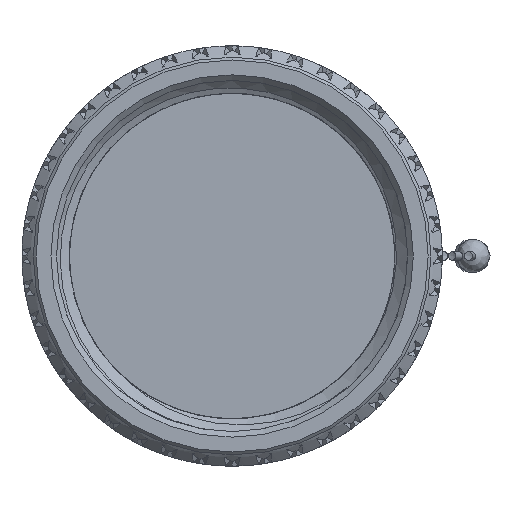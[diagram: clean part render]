
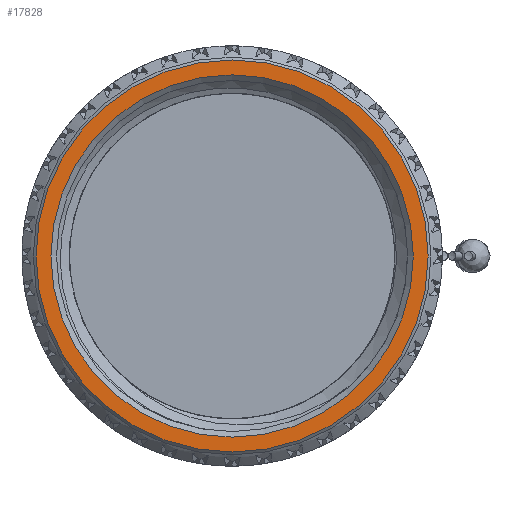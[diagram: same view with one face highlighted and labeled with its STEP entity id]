
A CAD part, left-side view. The second image highlights one B-rep face of the part: STEP entity #17828.
In plain terms, the highlighted planar face has unit normal (-1, 0, 0).
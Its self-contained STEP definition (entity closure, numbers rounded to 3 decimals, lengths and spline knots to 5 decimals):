
#2085 = AXIS2_PLACEMENT_3D ( 'NONE', #2142, #23466, #28357 ) ;
#2142 = CARTESIAN_POINT ( 'NONE',  ( -0.13093, 0., 0. ) ) ;
#7653 = VERTEX_POINT ( 'NONE', #32349 ) ;
#10416 = DIRECTION ( 'NONE',  ( 0., 0., 1. ) ) ;
#11547 = CARTESIAN_POINT ( 'NONE',  ( -0.13093, 0., 0. ) ) ;
#16636 = ORIENTED_EDGE ( 'NONE', *, *, #47954, .T. ) ;
#16655 = DIRECTION ( 'NONE',  ( 0., 0., 1. ) ) ;
#17828 = ADVANCED_FACE ( 'NONE', ( #33662, #52729 ), #62277, .T. ) ;
#19605 = DIRECTION ( 'NONE',  ( 1., 0., 0. ) ) ;
#22059 = AXIS2_PLACEMENT_3D ( 'NONE', #53937, #19605, #10416 ) ;
#23466 = DIRECTION ( 'NONE',  ( -1., 0., 0. ) ) ;
#25614 = CIRCLE ( 'NONE', #22059, 0.3225 ) ;
#25663 = EDGE_CURVE ( 'NONE', #27493, #27493, #43266, .T. ) ;
#27493 = VERTEX_POINT ( 'NONE', #62164 ) ;
#28233 = EDGE_LOOP ( 'NONE', ( #16636 ) ) ;
#28357 = DIRECTION ( 'NONE',  ( 0., 0., 1. ) ) ;
#31838 = DIRECTION ( 'NONE',  ( -1., 0., 0. ) ) ;
#32349 = CARTESIAN_POINT ( 'NONE',  ( -0.13093, 0., 0.3225 ) ) ;
#33662 = FACE_BOUND ( 'NONE', #28233, .T. ) ;
#37212 = ORIENTED_EDGE ( 'NONE', *, *, #25663, .T. ) ;
#40209 = AXIS2_PLACEMENT_3D ( 'NONE', #11547, #31838, #16655 ) ;
#43266 = CIRCLE ( 'NONE', #40209, 0.349 ) ;
#47078 = EDGE_LOOP ( 'NONE', ( #37212 ) ) ;
#47954 = EDGE_CURVE ( 'NONE', #7653, #7653, #25614, .T. ) ;
#52729 = FACE_OUTER_BOUND ( 'NONE', #47078, .T. ) ;
#53937 = CARTESIAN_POINT ( 'NONE',  ( -0.13093, 0., 0. ) ) ;
#62164 = CARTESIAN_POINT ( 'NONE',  ( -0.13093, 0., 0.349 ) ) ;
#62277 = PLANE ( 'NONE',  #2085 ) ;
